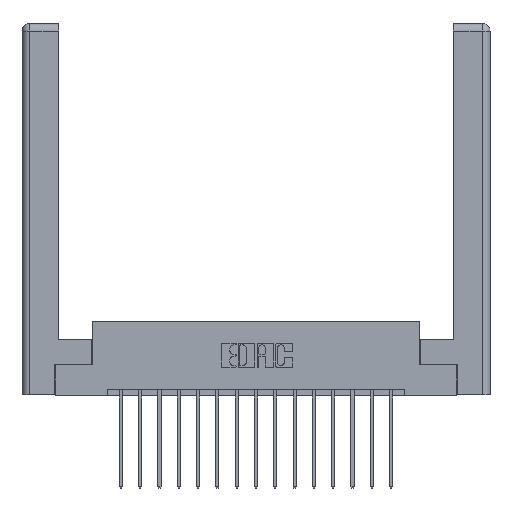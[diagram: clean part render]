
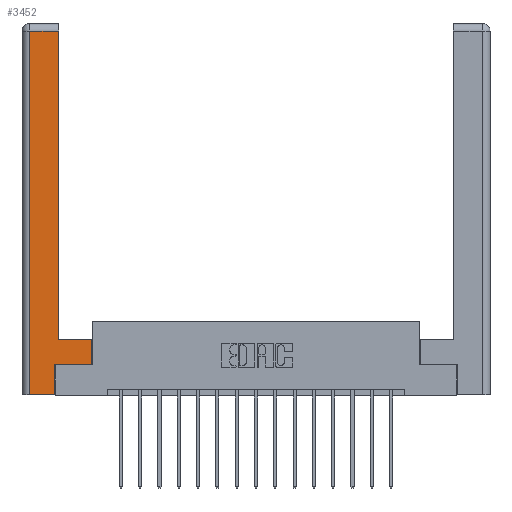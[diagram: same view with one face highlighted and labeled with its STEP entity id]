
A CAD part, top view. The second image highlights one B-rep face of the part: STEP entity #3452.
In plain terms, the highlighted planar face has unit normal (0, 0, 1).
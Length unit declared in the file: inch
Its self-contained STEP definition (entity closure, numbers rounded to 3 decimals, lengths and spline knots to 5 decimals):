
#195 = DIRECTION ( 'NONE',  ( 1., 0., 0. ) ) ;
#263 = DIRECTION ( 'NONE',  ( -1., 0., 0. ) ) ;
#683 = DIRECTION ( 'NONE',  ( 0., 1., 0. ) ) ;
#710 = ORIENTED_EDGE ( 'NONE', *, *, #7275, .T. ) ;
#758 = EDGE_CURVE ( 'NONE', #1292, #11699, #4135, .T. ) ;
#1292 = VERTEX_POINT ( 'NONE', #5869 ) ;
#1607 = VERTEX_POINT ( 'NONE', #6831 ) ;
#1699 = DIRECTION ( 'NONE',  ( -1., 0., 0. ) ) ;
#2204 = VECTOR ( 'NONE', #12976, 39.37008 ) ;
#2761 = CARTESIAN_POINT ( 'NONE',  ( 0., 0., 0. ) ) ;
#2774 = CARTESIAN_POINT ( 'NONE',  ( 0.565, 0.245, 0. ) ) ;
#3025 = CARTESIAN_POINT ( 'NONE',  ( 0.295, 0.45, 0. ) ) ;
#3136 = DIRECTION ( 'NONE',  ( 0., 0., -1. ) ) ;
#3222 = CARTESIAN_POINT ( 'NONE',  ( 0.0615, 2.94, 0. ) ) ;
#3303 = AXIS2_PLACEMENT_3D ( 'NONE', #2761, #3136, #1699 ) ;
#3452 = ADVANCED_FACE ( 'NONE', ( #12290 ), #12574, .F. ) ;
#4135 = LINE ( 'NONE', #13135, #9109 ) ;
#4423 = VECTOR ( 'NONE', #4962, 39.37008 ) ;
#4534 = LINE ( 'NONE', #3222, #2204 ) ;
#4800 = LINE ( 'NONE', #14248, #16636 ) ;
#4962 = DIRECTION ( 'NONE',  ( 0., 1., 0. ) ) ;
#5018 = CARTESIAN_POINT ( 'NONE',  ( 0.265, 0.245, 0. ) ) ;
#5241 = LINE ( 'NONE', #3025, #10452 ) ;
#5522 = CARTESIAN_POINT ( 'NONE',  ( 0.565, 0.245, 0. ) ) ;
#5787 = EDGE_LOOP ( 'NONE', ( #10579, #6853, #14225, #13949, #8833, #6013, #710, #14317 ) ) ;
#5869 = CARTESIAN_POINT ( 'NONE',  ( 0.0615, 2.94, 0. ) ) ;
#6013 = ORIENTED_EDGE ( 'NONE', *, *, #11141, .T. ) ;
#6026 = EDGE_CURVE ( 'NONE', #16889, #8627, #17556, .T. ) ;
#6768 = VERTEX_POINT ( 'NONE', #13552 ) ;
#6787 = VECTOR ( 'NONE', #16257, 39.37008 ) ;
#6831 = CARTESIAN_POINT ( 'NONE',  ( 0.295, 0.45, 0. ) ) ;
#6853 = ORIENTED_EDGE ( 'NONE', *, *, #10100, .T. ) ;
#7275 = EDGE_CURVE ( 'NONE', #13295, #12643, #9151, .T. ) ;
#7502 = CARTESIAN_POINT ( 'NONE',  ( 0.565, 0.45, 0. ) ) ;
#8627 = VERTEX_POINT ( 'NONE', #14086 ) ;
#8833 = ORIENTED_EDGE ( 'NONE', *, *, #6026, .T. ) ;
#9108 = EDGE_CURVE ( 'NONE', #1607, #6768, #4800, .T. ) ;
#9109 = VECTOR ( 'NONE', #14515, 39.37008 ) ;
#9151 = LINE ( 'NONE', #7502, #10034 ) ;
#10034 = VECTOR ( 'NONE', #683, 39.37008 ) ;
#10100 = EDGE_CURVE ( 'NONE', #6768, #1292, #4534, .T. ) ;
#10452 = VECTOR ( 'NONE', #263, 39.37008 ) ;
#10579 = ORIENTED_EDGE ( 'NONE', *, *, #9108, .T. ) ;
#11141 = EDGE_CURVE ( 'NONE', #8627, #13295, #17406, .T. ) ;
#11538 = DIRECTION ( 'NONE',  ( 0., 1., 0. ) ) ;
#11699 = VERTEX_POINT ( 'NONE', #13442 ) ;
#12234 = CARTESIAN_POINT ( 'NONE',  ( 0.565, 0.45, 0. ) ) ;
#12290 = FACE_OUTER_BOUND ( 'NONE', #5787, .T. ) ;
#12574 = PLANE ( 'NONE',  #3303 ) ;
#12643 = VERTEX_POINT ( 'NONE', #12234 ) ;
#12765 = EDGE_CURVE ( 'NONE', #11699, #16889, #16488, .T. ) ;
#12976 = DIRECTION ( 'NONE',  ( -1., 0., 0. ) ) ;
#13135 = CARTESIAN_POINT ( 'NONE',  ( 0.0615, 0., 0. ) ) ;
#13295 = VERTEX_POINT ( 'NONE', #2774 ) ;
#13442 = CARTESIAN_POINT ( 'NONE',  ( 0.0615, 0., 0. ) ) ;
#13552 = CARTESIAN_POINT ( 'NONE',  ( 0.295, 2.94, 0. ) ) ;
#13767 = VECTOR ( 'NONE', #195, 39.37008 ) ;
#13949 = ORIENTED_EDGE ( 'NONE', *, *, #12765, .T. ) ;
#14086 = CARTESIAN_POINT ( 'NONE',  ( 0.265, 0.245, 0. ) ) ;
#14225 = ORIENTED_EDGE ( 'NONE', *, *, #758, .T. ) ;
#14248 = CARTESIAN_POINT ( 'NONE',  ( 0.295, 3., 0. ) ) ;
#14317 = ORIENTED_EDGE ( 'NONE', *, *, #14922, .T. ) ;
#14515 = DIRECTION ( 'NONE',  ( 0., -1., 0. ) ) ;
#14922 = EDGE_CURVE ( 'NONE', #12643, #1607, #5241, .T. ) ;
#15912 = CARTESIAN_POINT ( 'NONE',  ( 0.265, 0., 0. ) ) ;
#16257 = DIRECTION ( 'NONE',  ( 1., 0., 0. ) ) ;
#16488 = LINE ( 'NONE', #17515, #6787 ) ;
#16636 = VECTOR ( 'NONE', #11538, 39.37008 ) ;
#16889 = VERTEX_POINT ( 'NONE', #15912 ) ;
#17406 = LINE ( 'NONE', #5522, #13767 ) ;
#17515 = CARTESIAN_POINT ( 'NONE',  ( 0.265, 0., 0. ) ) ;
#17556 = LINE ( 'NONE', #5018, #4423 ) ;
